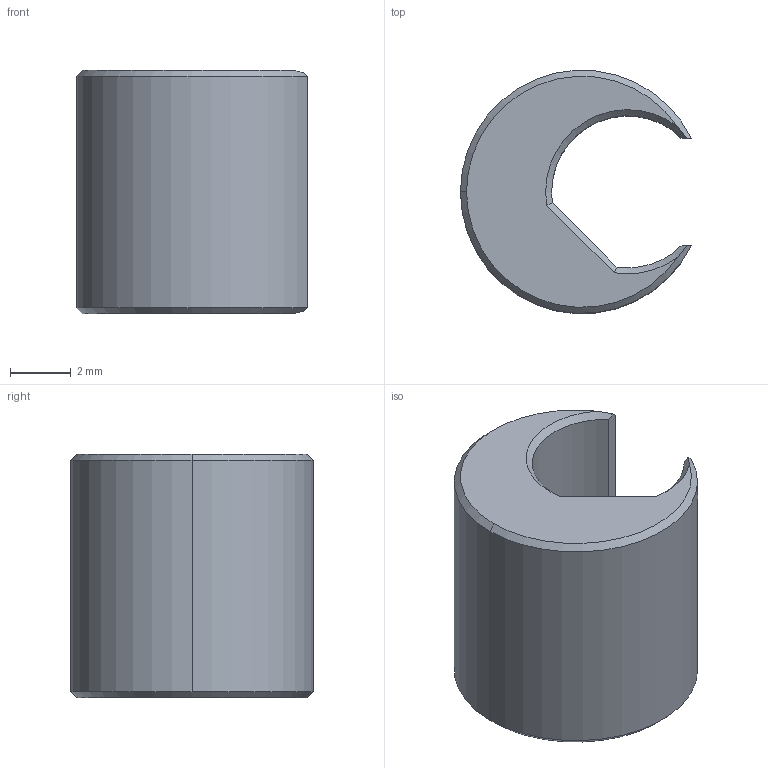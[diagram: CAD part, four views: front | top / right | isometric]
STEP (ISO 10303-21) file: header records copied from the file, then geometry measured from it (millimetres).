
FILE_DESCRIPTION (( 'STEP AP214' ), '1' );
FILE_NAME ('ぇ陑攫.STEP', '2023-03-31T09:19:13', ( '' ), ( '' ), 'SwSTEP 2.0', 'SolidWorks 2020', '' );
FILE_SCHEMA (( 'AUTOMOTIVE_DESIGN' ));
Length unit declared in the file: millimetre
Products named in the file (1): ぇ陑攫
Bounding box: 7.6 x 7.99 x 8 mm (x, y, z)
Volume: 249.3 mm3; surface area: 324.6 mm2
Topology: 1 solids, 1 shells, 20 faces, 48 edges, 30 vertices
Faces by surface type: cone 8, plane 7, cylinder 5
Entity records: 632 total; most frequent: CARTESIAN_POINT 147, ORIENTED_EDGE 96, DIRECTION 92, EDGE_CURVE 48, AXIS2_PLACEMENT_3D 39, VERTEX_POINT 30, EDGE_LOOP 20, ADVANCED_FACE 20
